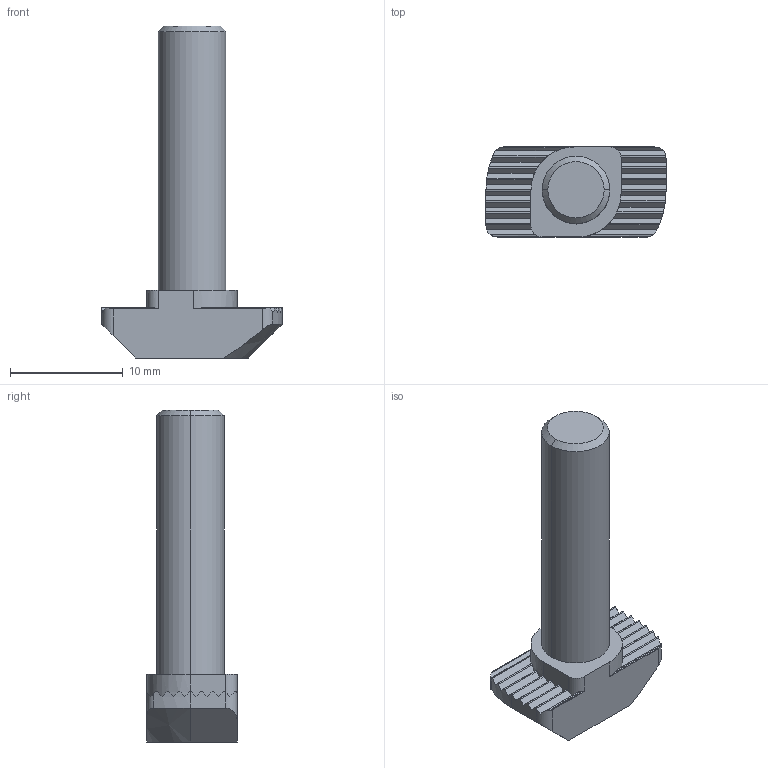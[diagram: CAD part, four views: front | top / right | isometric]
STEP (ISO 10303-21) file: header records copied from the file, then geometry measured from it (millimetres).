
FILE_DESCRIPTION (( 'STEP AP214' ), '1' );
FILE_NAME ('096hk0815m0625e.STEP', '2014-08-18T13:40:49', ( '' ), ( '' ), 'SwSTEP 2.0', 'SolidWorks 2014', '' );
FILE_SCHEMA (( 'AUTOMOTIVE_DESIGN' ));
Length unit declared in the file: millimetre
Products named in the file (1): 096hk0815m0625e
Bounding box: 16 x 8 x 29.5 mm (x, y, z)
Volume: 1221.8 mm3; surface area: 908.2 mm2
Topology: 1 solids, 1 shells, 81 faces, 230 edges, 152 vertices
Faces by surface type: plane 45, cylinder 32, cone 4
Entity records: 2929 total; most frequent: CARTESIAN_POINT 953, ORIENTED_EDGE 460, DIRECTION 339, EDGE_CURVE 230, VERTEX_POINT 152, VECTOR 119, LINE 119, AXIS2_PLACEMENT_3D 110
